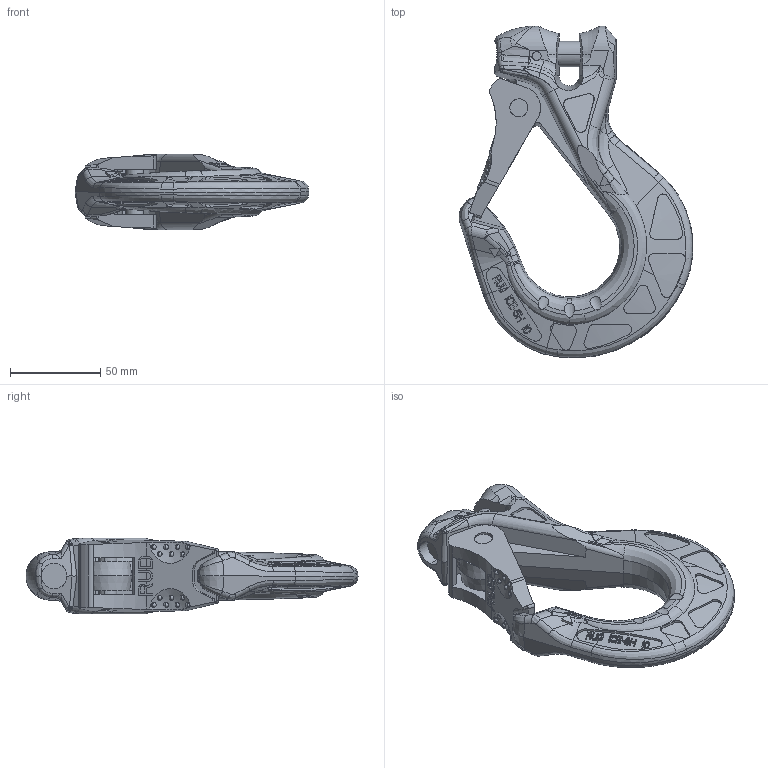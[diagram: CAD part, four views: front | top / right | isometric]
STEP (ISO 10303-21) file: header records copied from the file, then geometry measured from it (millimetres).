
FILE_DESCRIPTION((''),'2;1');
FILE_NAME('001-M32349-DXF1_ASM','2009-03-04T',('jakubetz'),('RAND'),'PRO/ENGINEER BY PARAMETRIC TECHNOLOGY CORPORATION, 2005030','PRO/ENGINEER BY PARAMETRIC TECHNOLOGY CORPORATION, 2005030','');
FILE_SCHEMA(('CONFIG_CONTROL_DESIGN'));
Length unit declared in the file: millimetre
Products named in the file (3): 001-M32349-DXF1; 001-M31480-001; 001-M32349-DXF1_ASM
Assembly tree (2 placements, depth 2):
  001-M32349-DXF1_ASM
    001-M32349-DXF1
    001-M31480-001
Bounding box: 129.77 x 184.21 x 41.94 mm (x, y, z)
Volume: 240321.6 mm3; surface area: 49300.7 mm2
Topology: 2 solids, 2 shells, 924 faces, 2509 edges, 1593 vertices
Faces by surface type: plane 499, bspline 178, cylinder 128, cone 66, sphere 34, torus 17, extrusion 2
Entity records: 40748 total; most frequent: CARTESIAN_POINT 20371, ORIENTED_EDGE 4958, DIRECTION 3099, EDGE_CURVE 2479, VERTEX_POINT 1593, B_SPLINE_CURVE_WITH_KNOTS 1166, AXIS2_PLACEMENT_3D 1033, VECTOR 1033
